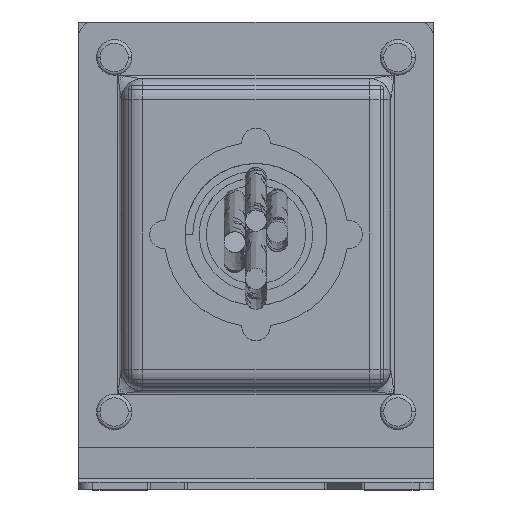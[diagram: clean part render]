
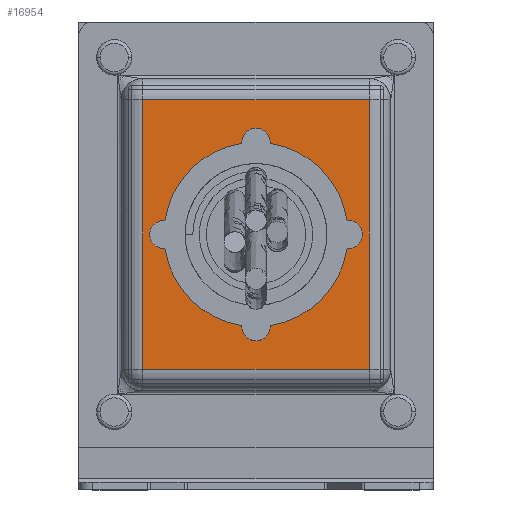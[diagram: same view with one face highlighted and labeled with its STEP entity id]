
A CAD part, top view. The second image highlights one B-rep face of the part: STEP entity #16954.
In plain terms, the highlighted planar face has unit normal (0, 0, 1).
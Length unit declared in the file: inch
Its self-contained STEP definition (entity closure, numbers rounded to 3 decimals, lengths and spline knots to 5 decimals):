
#175 = B_SPLINE_CURVE_WITH_KNOTS ( 'NONE', 3,
 ( #19008, #12606, #4987, #9648, #6769, #12503, #18797, #5388, #9756, #3814 ),
 .UNSPECIFIED., .F., .F.,
 ( 4, 2, 2, 2, 4 ),
 ( 0.25, 0.3125, 0.375, 0.4375, 0.5 ),
 .UNSPECIFIED. ) ;
#246 = CARTESIAN_POINT ( 'NONE',  ( 0.86345, 1.4954, 3.4847 ) ) ;
#300 = CARTESIAN_POINT ( 'NONE',  ( 0.74095, 0.74763, 3.48465 ) ) ;
#454 = DIRECTION ( 'NONE',  ( 1., 0., 0. ) ) ;
#480 = CARTESIAN_POINT ( 'NONE',  ( 1.03343, 0.94305, 3.48465 ) ) ;
#550 = AXIS2_PLACEMENT_3D ( 'NONE', #6777, #14489, #5488 ) ;
#646 = CARTESIAN_POINT ( 'NONE',  ( 0.92964, 1.45432, 3.48465 ) ) ;
#814 = ORIENTED_EDGE ( 'NONE', *, *, #10351, .F. ) ;
#832 = EDGE_CURVE ( 'NONE', #19431, #1375, #17398, .T. ) ;
#1375 = VERTEX_POINT ( 'NONE', #18826 ) ;
#1716 = VERTEX_POINT ( 'NONE', #6298 ) ;
#1755 = CARTESIAN_POINT ( 'NONE',  ( 1.063, 1.26825, 3.48466 ) ) ;
#2098 = CARTESIAN_POINT ( 'NONE',  ( 0.79247, 0.75787, 3.48465 ) ) ;
#2274 = LINE ( 'NONE', #5146, #9930 ) ;
#2679 = ORIENTED_EDGE ( 'NONE', *, *, #8137, .F. ) ;
#2714 = PLANE ( 'NONE',  #550 ) ;
#3075 = CARTESIAN_POINT ( 'NONE',  ( 0.29572, 1.14133, 3.48465 ) ) ;
#3341 = CARTESIAN_POINT ( 'NONE',  ( 1.07059, 1.24321, 3.48463 ) ) ;
#3454 = CARTESIAN_POINT ( 'NONE',  ( 0.94984, 1.43772, 3.48462 ) ) ;
#3640 = EDGE_CURVE ( 'NONE', #12362, #16907, #13190, .T. ) ;
#3659 = DIRECTION ( 'NONE',  ( -1., 0., 0. ) ) ;
#3664 = VECTOR ( 'NONE', #3659, 39.37008 ) ;
#3814 = CARTESIAN_POINT ( 'NONE',  ( 0.29572, 1.14133, 3.48465 ) ) ;
#3816 = CARTESIAN_POINT ( 'NONE',  ( 0.0595, 0.39329, 3.48465 ) ) ;
#3863 = VERTEX_POINT ( 'NONE', #3075 ) ;
#4784 = CARTESIAN_POINT ( 'NONE',  ( 0.49114, 0.79732, 3.48465 ) ) ;
#4823 = CARTESIAN_POINT ( 'NONE',  ( 0.77922, 1.52486, 3.48462 ) ) ;
#4964 = CARTESIAN_POINT ( 'NONE',  ( 0.34541, 0.94305, 3.48465 ) ) ;
#4987 = CARTESIAN_POINT ( 'NONE',  ( 0.58637, 1.52478, 3.48465 ) ) ;
#5028 = CARTESIAN_POINT ( 'NONE',  ( 0.9772, 1.41031, 3.48462 ) ) ;
#5146 = CARTESIAN_POINT ( 'NONE',  ( 1.31934, 0.39329, 3.48465 ) ) ;
#5162 = CARTESIAN_POINT ( 'NONE',  ( 1.07287, 1.03828, 3.48465 ) ) ;
#5388 = CARTESIAN_POINT ( 'NONE',  ( 0.30596, 1.24438, 3.48465 ) ) ;
#5488 = DIRECTION ( 'NONE',  ( 1., 0., 0. ) ) ;
#6298 = CARTESIAN_POINT ( 'NONE',  ( 0.68942, 1.53503, 3.48465 ) ) ;
#6329 = CARTESIAN_POINT ( 'NONE',  ( 0.7154, 1.53503, 3.48463 ) ) ;
#6769 = CARTESIAN_POINT ( 'NONE',  ( 0.44747, 1.45616, 3.48465 ) ) ;
#6777 = CARTESIAN_POINT ( 'NONE',  ( -0.29483, 2.32243, 3.48465 ) ) ;
#6934 = CARTESIAN_POINT ( 'NONE',  ( -0.05861, 1.88936, 3.48465 ) ) ;
#7160 = DIRECTION ( 'NONE',  ( 0., -1., 0. ) ) ;
#7799 = EDGE_CURVE ( 'NONE', #16907, #19431, #2274, .T. ) ;
#7811 = CARTESIAN_POINT ( 'NONE',  ( 1.00203, 1.38099, 3.48464 ) ) ;
#7857 = CARTESIAN_POINT ( 'NONE',  ( 1.08312, 1.14133, 3.48465 ) ) ;
#7921 = CARTESIAN_POINT ( 'NONE',  ( 1.08312, 1.16667, 3.48461 ) ) ;
#8051 = CARTESIAN_POINT ( 'NONE',  ( 0.58637, 0.75787, 3.48465 ) ) ;
#8098 = CARTESIAN_POINT ( 'NONE',  ( 0.88644, 1.48317, 3.48469 ) ) ;
#8137 = EDGE_CURVE ( 'NONE', #12738, #1716, #16118, .T. ) ;
#8150 = CARTESIAN_POINT ( 'NONE',  ( 0.30596, 1.03828, 3.48465 ) ) ;
#8207 = CARTESIAN_POINT ( 'NONE',  ( 1.03083, 1.33904, 3.4847 ) ) ;
#8325 = LINE ( 'NONE', #6934, #3664 ) ;
#8357 = CARTESIAN_POINT ( 'NONE',  ( 1.08312, 1.14133, 3.48465 ) ) ;
#8359 = CARTESIAN_POINT ( 'NONE',  ( 1.31934, 1.88936, 3.48465 ) ) ;
#8368 = ORIENTED_EDGE ( 'NONE', *, *, #832, .T. ) ;
#9023 = EDGE_CURVE ( 'NONE', #1375, #12362, #8325, .T. ) ;
#9508 = CARTESIAN_POINT ( 'NONE',  ( 0.68942, 1.53503, 3.48465 ) ) ;
#9648 = CARTESIAN_POINT ( 'NONE',  ( 0.49114, 1.48534, 3.48465 ) ) ;
#9756 = CARTESIAN_POINT ( 'NONE',  ( 0.29572, 1.19286, 3.48465 ) ) ;
#9891 = ORIENTED_EDGE ( 'NONE', *, *, #9023, .T. ) ;
#9930 = VECTOR ( 'NONE', #454, 39.37008 ) ;
#10156 = FACE_OUTER_BOUND ( 'NONE', #16785, .T. ) ;
#10351 = EDGE_CURVE ( 'NONE', #1716, #3863, #175, .T. ) ;
#10584 = CARTESIAN_POINT ( 'NONE',  ( 1.31934, 0.39329, 3.48465 ) ) ;
#10824 = CARTESIAN_POINT ( 'NONE',  ( 1.00425, 0.89938, 3.48465 ) ) ;
#10862 = CARTESIAN_POINT ( 'NONE',  ( 1.08065, 1.19241, 3.48461 ) ) ;
#12032 = B_SPLINE_CURVE_WITH_KNOTS ( 'NONE', 3,
 ( #12302, #18584, #8150, #4964, #15675, #18405, #4784, #8051, #18781, #300, #2098, #14164, #16885, #10824, #480, #5162, #15367, #7857 ),
 .UNSPECIFIED., .F., .F.,
 ( 4, 2, 2, 2, 2, 2, 2, 2, 4 ),
 ( 0.5, 0.5625, 0.625, 0.6875, 0.75, 0.8125, 0.875, 0.9375, 1. ),
 .UNSPECIFIED. ) ;
#12059 = VECTOR ( 'NONE', #18889, 39.37008 ) ;
#12302 = CARTESIAN_POINT ( 'NONE',  ( 0.29572, 1.14133, 3.48465 ) ) ;
#12362 = VERTEX_POINT ( 'NONE', #13287 ) ;
#12503 = CARTESIAN_POINT ( 'NONE',  ( 0.37459, 1.38327, 3.48465 ) ) ;
#12542 = CARTESIAN_POINT ( 'NONE',  ( 0.98583, 1.40075, 3.48462 ) ) ;
#12606 = CARTESIAN_POINT ( 'NONE',  ( 0.63788, 1.53503, 3.48465 ) ) ;
#12640 = CARTESIAN_POINT ( 'NONE',  ( 1.00957, 1.37082, 3.48466 ) ) ;
#12700 = CARTESIAN_POINT ( 'NONE',  ( 0.0595, 0.39329, 3.48465 ) ) ;
#12726 = CARTESIAN_POINT ( 'NONE',  ( 1.08312, 1.14133, 3.48465 ) ) ;
#12738 = VERTEX_POINT ( 'NONE', #8357 ) ;
#13190 = LINE ( 'NONE', #3816, #13881 ) ;
#13287 = CARTESIAN_POINT ( 'NONE',  ( 0.0595, 1.88936, 3.48465 ) ) ;
#13822 = CARTESIAN_POINT ( 'NONE',  ( 1.04312, 1.31617, 3.48469 ) ) ;
#13838 = ORIENTED_EDGE ( 'NONE', *, *, #3640, .T. ) ;
#13881 = VECTOR ( 'NONE', #7160, 39.37008 ) ;
#13927 = CARTESIAN_POINT ( 'NONE',  ( 0.81598, 1.51435, 3.48466 ) ) ;
#14126 = ORIENTED_EDGE ( 'NONE', *, *, #17139, .F. ) ;
#14164 = CARTESIAN_POINT ( 'NONE',  ( 0.88769, 0.79732, 3.48465 ) ) ;
#14489 = DIRECTION ( 'NONE',  ( 0., 0., 1. ) ) ;
#15104 = EDGE_LOOP ( 'NONE', ( #2679, #14126, #814 ) ) ;
#15367 = CARTESIAN_POINT ( 'NONE',  ( 1.08312, 1.08979, 3.48465 ) ) ;
#15675 = CARTESIAN_POINT ( 'NONE',  ( 0.37459, 0.89938, 3.48465 ) ) ;
#16118 = B_SPLINE_CURVE_WITH_KNOTS ( 'NONE', 3,
 ( #12726, #7921, #10862, #3341, #1755, #13822, #8207, #12640, #7811, #12542, #5028, #3454, #646, #8098, #246, #17041, #13927, #16930, #4823, #18544, #6329, #9508 ),
 .UNSPECIFIED., .F., .F.,
 ( 4, 2, 2, 2, 2, 2, 2, 2, 2, 2, 4 ),
 ( 0., 0.125, 0.25, 0.375, 0.4375, 0.5, 0.625, 0.75, 0.8125, 0.875, 1. ),
 .UNSPECIFIED. ) ;
#16785 = EDGE_LOOP ( 'NONE', ( #9891, #13838, #17266, #8368 ) ) ;
#16885 = CARTESIAN_POINT ( 'NONE',  ( 0.93137, 0.8265, 3.48465 ) ) ;
#16907 = VERTEX_POINT ( 'NONE', #12700 ) ;
#16930 = CARTESIAN_POINT ( 'NONE',  ( 0.79165, 1.52173, 3.48463 ) ) ;
#16954 = ADVANCED_FACE ( 'NONE', ( #17806, #10156 ), #2714, .T. ) ;
#17041 = CARTESIAN_POINT ( 'NONE',  ( 0.82793, 1.51008, 3.48468 ) ) ;
#17139 = EDGE_CURVE ( 'NONE', #3863, #12738, #12032, .T. ) ;
#17266 = ORIENTED_EDGE ( 'NONE', *, *, #7799, .T. ) ;
#17398 = LINE ( 'NONE', #8359, #12059 ) ;
#17806 = FACE_BOUND ( 'NONE', #15104, .T. ) ;
#18405 = CARTESIAN_POINT ( 'NONE',  ( 0.44747, 0.8265, 3.48465 ) ) ;
#18544 = CARTESIAN_POINT ( 'NONE',  ( 0.74138, 1.53243, 3.48461 ) ) ;
#18584 = CARTESIAN_POINT ( 'NONE',  ( 0.29572, 1.08979, 3.48465 ) ) ;
#18781 = CARTESIAN_POINT ( 'NONE',  ( 0.63788, 0.74763, 3.48465 ) ) ;
#18797 = CARTESIAN_POINT ( 'NONE',  ( 0.34541, 1.3396, 3.48465 ) ) ;
#18826 = CARTESIAN_POINT ( 'NONE',  ( 1.31934, 1.88936, 3.48465 ) ) ;
#18889 = DIRECTION ( 'NONE',  ( 0., 1., 0. ) ) ;
#19008 = CARTESIAN_POINT ( 'NONE',  ( 0.68942, 1.53503, 3.48465 ) ) ;
#19431 = VERTEX_POINT ( 'NONE', #10584 ) ;
